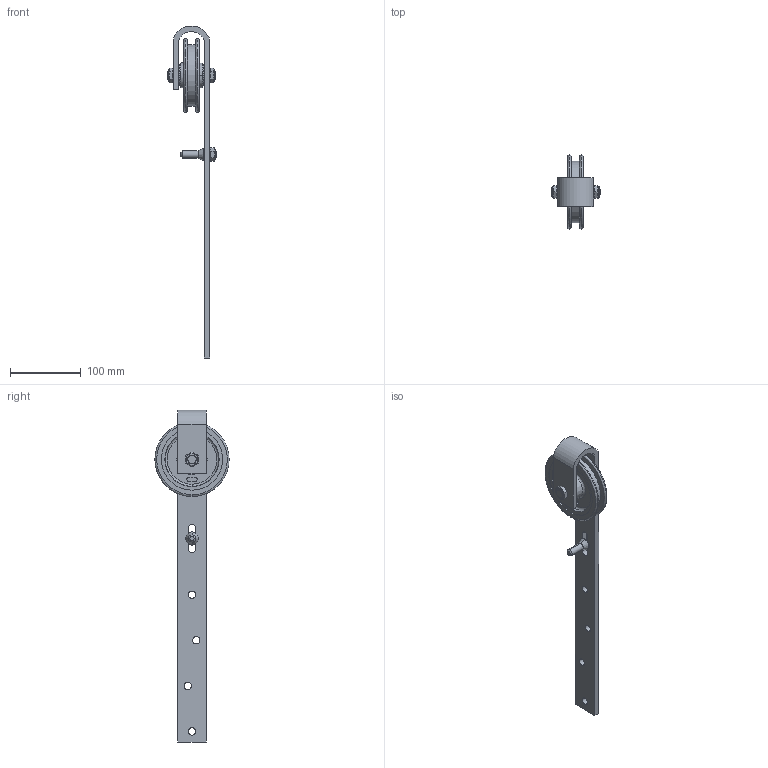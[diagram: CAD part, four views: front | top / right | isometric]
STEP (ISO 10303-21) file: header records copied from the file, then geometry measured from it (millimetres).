
FILE_DESCRIPTION (( 'STEP AP214' ), '1' );
FILE_NAME ('0011886.step', '2024-12-16T12:54:04', ( '' ), ( '' ), 'SwSTEP 2.0', 'SolidWorks 2020', '' );
FILE_SCHEMA (( 'AUTOMOTIVE_DESIGN' ));
Length unit declared in the file: millimetre
Products named in the file (1): 0011886
Bounding box: 68.7 x 105 x 469.9 mm (x, y, z)
Volume: 286450.4 mm3; surface area: 107161.8 mm2
Topology: 18 solids, 18 shells, 350 faces, 801 edges, 494 vertices
Faces by surface type: cylinder 155, plane 89, cone 66, bspline 40
Entity records: 15568 total; most frequent: CARTESIAN_POINT 3508, DIRECTION 1781, ORIENTED_EDGE 1554, EDGE_CURVE 777, AXIS2_PLACEMENT_3D 747, VERTEX_POINT 494, EDGE_LOOP 439, CIRCLE 436
